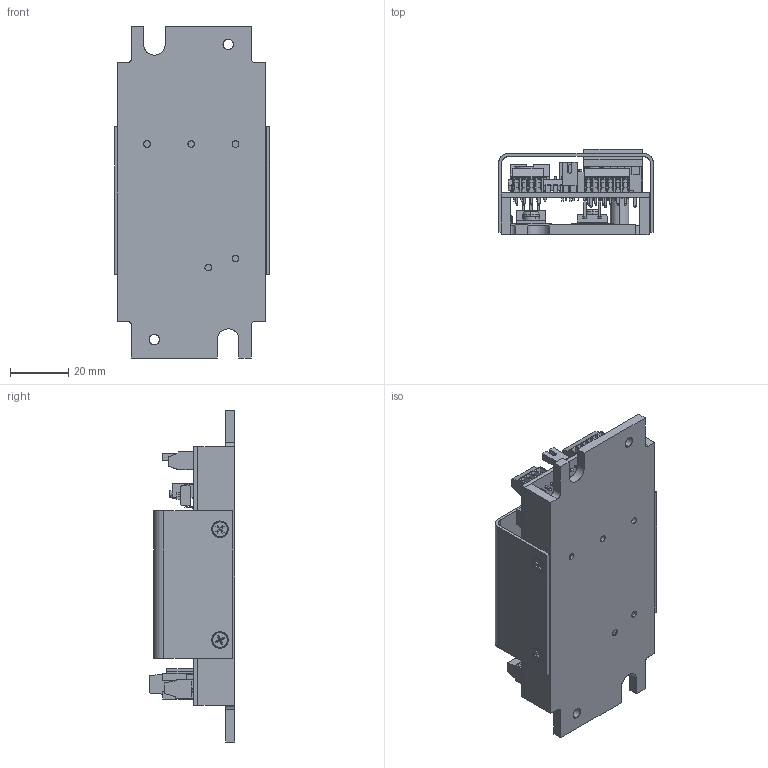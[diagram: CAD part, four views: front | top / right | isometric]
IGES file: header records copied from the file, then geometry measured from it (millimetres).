
Start section: SolidWorks IGES file using analytic representation for surfaces
Global section: file name: LD-XX Assembly.IGS; native system: SolidWorks 2025; preprocessor: SolidWorks 2025; author: joewoj; date: 250417.094300; units: inch
Bounding box: 53.34 x 29.42 x 114.3 mm (x, y, z)
Surface area: 46755.4 mm2 (no closed solid volume)
Topology: 0 solids, 0 shells, 1814 faces, 15060 edges, 15060 vertices
Faces by surface type: bspline 1503, revolution 311
